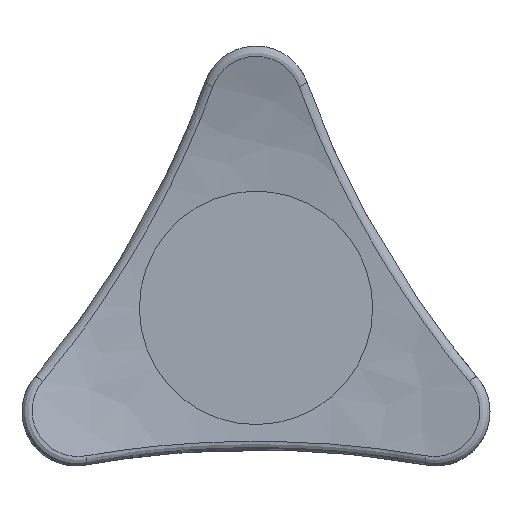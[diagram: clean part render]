
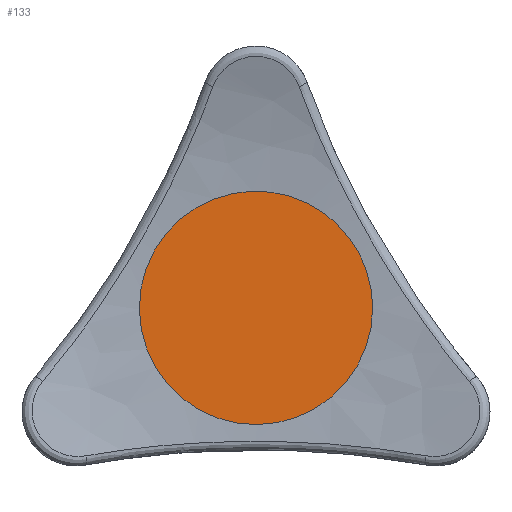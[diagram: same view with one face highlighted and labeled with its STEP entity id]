
A CAD part, top view. The second image highlights one B-rep face of the part: STEP entity #133.
In plain terms, the highlighted planar face has unit normal (0, 0, 1).
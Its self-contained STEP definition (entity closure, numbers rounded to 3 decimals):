
#133 = ADVANCED_FACE( '', ( #278 ), #279, .F. );
#278 = FACE_OUTER_BOUND( '', #2923, .T. );
#279 = PLANE( '', #2924 );
#2923 = EDGE_LOOP( '', ( #3467 ) );
#2924 = AXIS2_PLACEMENT_3D( '', #3468, #3469, #3470 );
#3467 = ORIENTED_EDGE( '', *, *, #3516, .T. );
#3468 = CARTESIAN_POINT( '', ( 0., 0., 20. ) );
#3469 = DIRECTION( '', ( 0., 0., -1. ) );
#3470 = DIRECTION( '', ( -1., 0., 0. ) );
#3516 = EDGE_CURVE( '', #3638, #3638, #3639, .T. );
#3638 = VERTEX_POINT( '', #4135 );
#3639 = CIRCLE( '', #4136, 7.575 );
#4135 = CARTESIAN_POINT( '', ( 7.575, 0., 20. ) );
#4136 = AXIS2_PLACEMENT_3D( '', #5402, #5403, #5404 );
#5402 = CARTESIAN_POINT( '', ( 0., 0., 20. ) );
#5403 = DIRECTION( '', ( 0., 0., 1. ) );
#5404 = DIRECTION( '', ( 1., 0., 0. ) );
